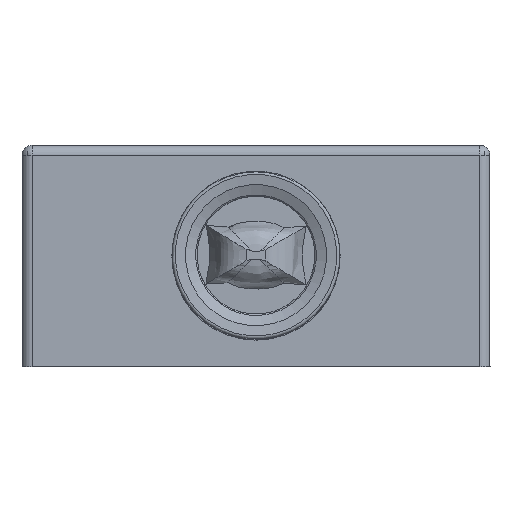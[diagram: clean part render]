
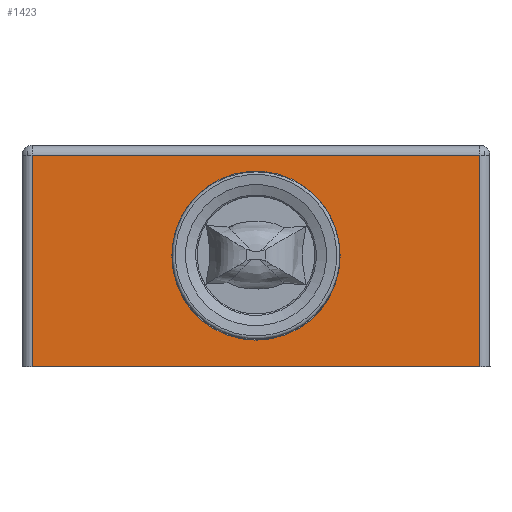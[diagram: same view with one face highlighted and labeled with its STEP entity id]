
A CAD part, left-side view. The second image highlights one B-rep face of the part: STEP entity #1423.
In plain terms, the highlighted planar face has unit normal (-1, 0, 0).
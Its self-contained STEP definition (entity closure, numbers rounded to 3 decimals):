
#136=FACE_BOUND('',#471,.T.);
#182=LINE('',#2065,#266);
#208=LINE('',#2209,#292);
#209=LINE('',#2215,#293);
#210=LINE('',#2216,#294);
#266=VECTOR('',#1685,10.);
#292=VECTOR('',#1823,10.);
#293=VECTOR('',#1832,10.);
#294=VECTOR('',#1833,10.);
#377=FACE_OUTER_BOUND('',#470,.T.);
#470=EDGE_LOOP('',(#1044,#1045,#1046,#1047));
#471=EDGE_LOOP('',(#1048));
#555=CIRCLE('',#1572,15.);
#601=VERTEX_POINT('',#2063);
#602=VERTEX_POINT('',#2064);
#635=VERTEX_POINT('',#2176);
#644=VERTEX_POINT('',#2207);
#645=VERTEX_POINT('',#2214);
#737=EDGE_CURVE('',#601,#602,#182,.T.);
#781=EDGE_CURVE('',#635,#635,#555,.T.);
#798=EDGE_CURVE('',#644,#602,#208,.T.);
#800=EDGE_CURVE('',#645,#644,#209,.T.);
#801=EDGE_CURVE('',#601,#645,#210,.T.);
#1044=ORIENTED_EDGE('',*,*,#798,.F.);
#1045=ORIENTED_EDGE('',*,*,#800,.F.);
#1046=ORIENTED_EDGE('',*,*,#801,.F.);
#1047=ORIENTED_EDGE('',*,*,#737,.T.);
#1048=ORIENTED_EDGE('',*,*,#781,.F.);
#1380=PLANE('',#1590);
#1423=ADVANCED_FACE('',(#377,#136),#1380,.T.);
#1572=AXIS2_PLACEMENT_3D('',#2177,#1785,#1786);
#1590=AXIS2_PLACEMENT_3D('',#2213,#1830,#1831);
#1685=DIRECTION('',(0.,-1.,0.));
#1785=DIRECTION('center_axis',(-1.,0.,0.));
#1786=DIRECTION('ref_axis',(0.,-1.,0.));
#1823=DIRECTION('',(0.,0.,-1.));
#1830=DIRECTION('center_axis',(-1.,0.,0.));
#1831=DIRECTION('ref_axis',(0.,0.,1.));
#1832=DIRECTION('',(0.,-1.,0.));
#1833=DIRECTION('',(0.,0.,1.));
#2063=CARTESIAN_POINT('',(-57.6,80.6,0.));
#2064=CARTESIAN_POINT('',(-57.6,0.8,0.));
#2065=CARTESIAN_POINT('',(-57.6,0.,0.));
#2176=CARTESIAN_POINT('',(-57.6,40.7,4.75));
#2177=CARTESIAN_POINT('Origin',(-57.6,40.7,19.75));
#2207=CARTESIAN_POINT('',(-57.6,0.8,37.7));
#2209=CARTESIAN_POINT('',(-57.6,0.8,0.));
#2213=CARTESIAN_POINT('Origin',(-57.6,0.,0.));
#2214=CARTESIAN_POINT('',(-57.6,80.6,37.7));
#2215=CARTESIAN_POINT('',(-57.6,0.,37.7));
#2216=CARTESIAN_POINT('',(-57.6,80.6,18.85));
